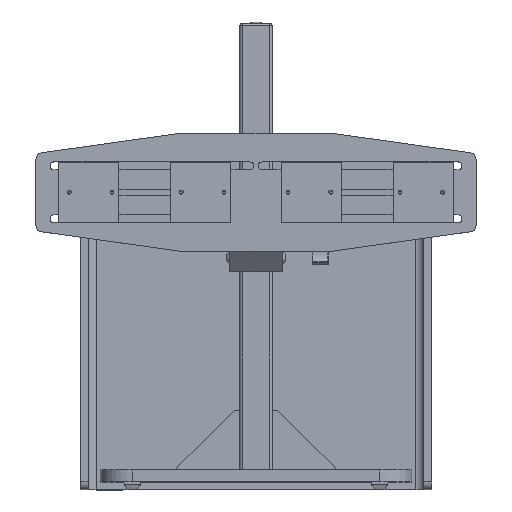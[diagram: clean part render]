
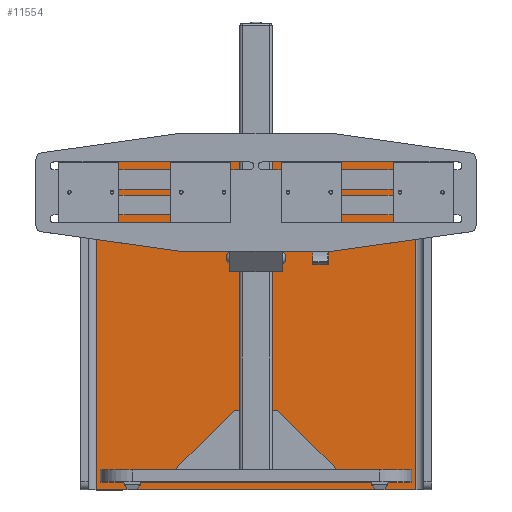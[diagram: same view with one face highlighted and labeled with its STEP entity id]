
A CAD part, top view. The second image highlights one B-rep face of the part: STEP entity #11554.
In plain terms, the highlighted planar face has unit normal (0, 0, 1).
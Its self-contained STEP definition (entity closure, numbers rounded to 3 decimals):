
#394 = CARTESIAN_POINT ( 'NONE',  ( 0.375, 0.508, -6.5 ) ) ;
#502 = EDGE_CURVE ( 'NONE', #44411, #44411, #32200, .T. ) ;
#616 = VECTOR ( 'NONE', #47078, 39.37 ) ;
#998 = CARTESIAN_POINT ( 'NONE',  ( -5., 10.266, -6.5 ) ) ;
#2895 = CARTESIAN_POINT ( 'NONE',  ( -5.5, 10.266, -6.5 ) ) ;
#3769 = ORIENTED_EDGE ( 'NONE', *, *, #30880, .F. ) ;
#4108 = EDGE_CURVE ( 'NONE', #50614, #23437, #49268, .T. ) ;
#4529 = EDGE_CURVE ( 'NONE', #9112, #9112, #27399, .T. ) ;
#5165 = AXIS2_PLACEMENT_3D ( 'NONE', #25994, #6137, #49165 ) ;
#6137 = DIRECTION ( 'NONE',  ( 0., 0., 1. ) ) ;
#6799 = ORIENTED_EDGE ( 'NONE', *, *, #502, .T. ) ;
#9112 = VERTEX_POINT ( 'NONE', #12478 ) ;
#10016 = LINE ( 'NONE', #45834, #30775 ) ;
#10437 = DIRECTION ( 'NONE',  ( 0., -1., 0. ) ) ;
#11373 = VERTEX_POINT ( 'NONE', #32828 ) ;
#11554 = ADVANCED_FACE ( 'NONE', ( #13618, #29082, #25734 ), #21623, .T. ) ;
#12269 = CARTESIAN_POINT ( 'NONE',  ( 0., 9.516, -6.5 ) ) ;
#12478 = CARTESIAN_POINT ( 'NONE',  ( 0.375, 9.516, -6.5 ) ) ;
#12538 = AXIS2_PLACEMENT_3D ( 'NONE', #12269, #40067, #39080 ) ;
#13618 = FACE_BOUND ( 'NONE', #42702, .T. ) ;
#14929 = DIRECTION ( 'NONE',  ( 0., 1., 0. ) ) ;
#17103 = EDGE_LOOP ( 'NONE', ( #40429, #3769, #18646, #28802 ) ) ;
#18646 = ORIENTED_EDGE ( 'NONE', *, *, #4108, .T. ) ;
#19400 = DIRECTION ( 'NONE',  ( 0., 0., -1. ) ) ;
#21623 = PLANE ( 'NONE',  #5165 ) ;
#21701 = VERTEX_POINT ( 'NONE', #46539 ) ;
#23437 = VERTEX_POINT ( 'NONE', #998 ) ;
#23782 = CARTESIAN_POINT ( 'NONE',  ( 0., 0.516, -6.5 ) ) ;
#24067 = ORIENTED_EDGE ( 'NONE', *, *, #4529, .T. ) ;
#24660 = CARTESIAN_POINT ( 'NONE',  ( -5.5, -0.234, -6.5 ) ) ;
#25734 = FACE_OUTER_BOUND ( 'NONE', #17103, .T. ) ;
#25994 = CARTESIAN_POINT ( 'NONE',  ( 0., 5.016, -6.5 ) ) ;
#27399 = CIRCLE ( 'NONE', #12538, 0.375 ) ;
#28802 = ORIENTED_EDGE ( 'NONE', *, *, #49621, .F. ) ;
#29082 = FACE_BOUND ( 'NONE', #37031, .T. ) ;
#30042 = LINE ( 'NONE', #45742, #32446 ) ;
#30472 = DIRECTION ( 'NONE',  ( -1., 0., 0. ) ) ;
#30589 = AXIS2_PLACEMENT_3D ( 'NONE', #23782, #19400, #31253 ) ;
#30775 = VECTOR ( 'NONE', #14929, 39.37 ) ;
#30880 = EDGE_CURVE ( 'NONE', #50614, #21701, #30042, .T. ) ;
#31253 = DIRECTION ( 'NONE',  ( 1., -0.021, 0. ) ) ;
#32200 = CIRCLE ( 'NONE', #30589, 0.375 ) ;
#32390 = CARTESIAN_POINT ( 'NONE',  ( 5., 10.266, -6.5 ) ) ;
#32446 = VECTOR ( 'NONE', #10437, 39.37 ) ;
#32828 = CARTESIAN_POINT ( 'NONE',  ( -5., -0.234, -6.5 ) ) ;
#32993 = VECTOR ( 'NONE', #30472, 39.37 ) ;
#35665 = EDGE_CURVE ( 'NONE', #11373, #21701, #47344, .T. ) ;
#37031 = EDGE_LOOP ( 'NONE', ( #6799 ) ) ;
#39080 = DIRECTION ( 'NONE',  ( 1., 0., 0. ) ) ;
#40067 = DIRECTION ( 'NONE',  ( 0., 0., -1. ) ) ;
#40429 = ORIENTED_EDGE ( 'NONE', *, *, #35665, .T. ) ;
#42702 = EDGE_LOOP ( 'NONE', ( #24067 ) ) ;
#44411 = VERTEX_POINT ( 'NONE', #394 ) ;
#45742 = CARTESIAN_POINT ( 'NONE',  ( 5., 10.266, -6.5 ) ) ;
#45834 = CARTESIAN_POINT ( 'NONE',  ( -5., -0.234, -6.5 ) ) ;
#46539 = CARTESIAN_POINT ( 'NONE',  ( 5., -0.234, -6.5 ) ) ;
#47078 = DIRECTION ( 'NONE',  ( 1., 0., 0. ) ) ;
#47344 = LINE ( 'NONE', #24660, #616 ) ;
#49165 = DIRECTION ( 'NONE',  ( 1., 0., 0. ) ) ;
#49268 = LINE ( 'NONE', #2895, #32993 ) ;
#49621 = EDGE_CURVE ( 'NONE', #11373, #23437, #10016, .T. ) ;
#50614 = VERTEX_POINT ( 'NONE', #32390 ) ;
